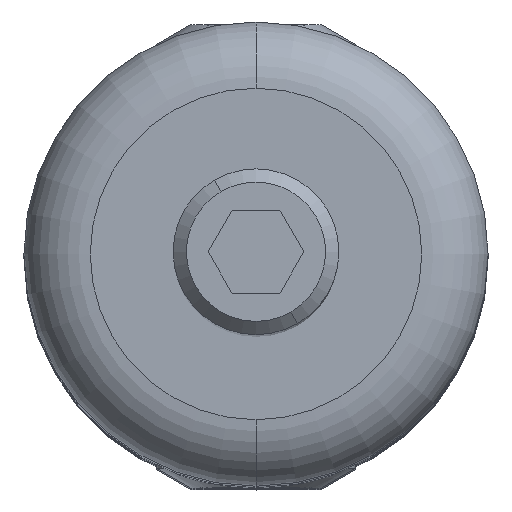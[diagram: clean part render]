
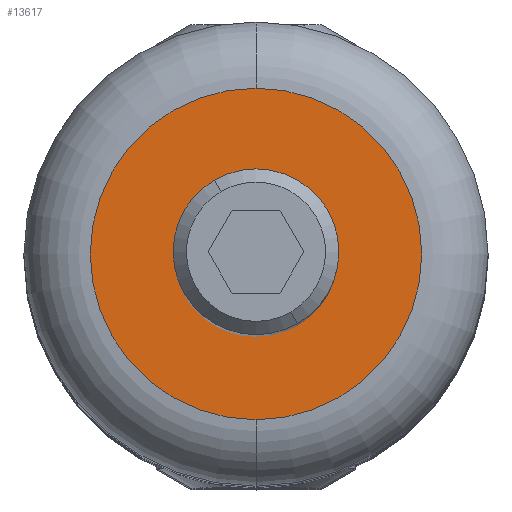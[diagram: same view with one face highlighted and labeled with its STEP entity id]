
A CAD part, top view. The second image highlights one B-rep face of the part: STEP entity #13617.
In plain terms, the highlighted planar face has unit normal (0, 0, 1).
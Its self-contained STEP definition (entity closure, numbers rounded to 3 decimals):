
#51 = DIRECTION ( 'NONE',  ( 0., 0., -1. ) ) ;
#160 = DIRECTION ( 'NONE',  ( 0., 0., 1. ) ) ;
#388 = CARTESIAN_POINT ( 'NONE',  ( 0., 0., 35. ) ) ;
#461 = VERTEX_POINT ( 'NONE', #14332 ) ;
#606 = EDGE_LOOP ( 'NONE', ( #15224, #13169 ) ) ;
#1606 = CIRCLE ( 'NONE', #3441, 2.1 ) ;
#2335 = FACE_BOUND ( 'NONE', #8989, .T. ) ;
#3344 = EDGE_CURVE ( 'NONE', #10818, #461, #14090, .T. ) ;
#3441 = AXIS2_PLACEMENT_3D ( 'NONE', #6520, #13082, #9248 ) ;
#3642 = CARTESIAN_POINT ( 'NONE',  ( 0., 5., 35. ) ) ;
#4310 = DIRECTION ( 'NONE',  ( 0., 1., 0. ) ) ;
#4584 = CARTESIAN_POINT ( 'NONE',  ( 2.1, 0., 35. ) ) ;
#4841 = EDGE_CURVE ( 'NONE', #8632, #11685, #5933, .T. ) ;
#5933 = CIRCLE ( 'NONE', #12046, 2.1 ) ;
#6407 = DIRECTION ( 'NONE',  ( 0., 1., 0. ) ) ;
#6482 = DIRECTION ( 'NONE',  ( 0., 0., 1. ) ) ;
#6520 = CARTESIAN_POINT ( 'NONE',  ( 0., 0., 35. ) ) ;
#6591 = AXIS2_PLACEMENT_3D ( 'NONE', #388, #7910, #4310 ) ;
#6622 = CARTESIAN_POINT ( 'NONE',  ( 0., 0., 35. ) ) ;
#7701 = PLANE ( 'NONE',  #13162 ) ;
#7910 = DIRECTION ( 'NONE',  ( 0., 0., 1. ) ) ;
#8048 = EDGE_CURVE ( 'NONE', #461, #10818, #11388, .T. ) ;
#8632 = VERTEX_POINT ( 'NONE', #4584 ) ;
#8989 = EDGE_LOOP ( 'NONE', ( #14278, #13920 ) ) ;
#9248 = DIRECTION ( 'NONE',  ( 1., 0., 0. ) ) ;
#10115 = EDGE_CURVE ( 'NONE', #11685, #8632, #1606, .T. ) ;
#10818 = VERTEX_POINT ( 'NONE', #3642 ) ;
#11388 = CIRCLE ( 'NONE', #6591, 5. ) ;
#11500 = FACE_OUTER_BOUND ( 'NONE', #606, .T. ) ;
#11685 = VERTEX_POINT ( 'NONE', #13676 ) ;
#11718 = CARTESIAN_POINT ( 'NONE',  ( 0., 7., 35. ) ) ;
#12046 = AXIS2_PLACEMENT_3D ( 'NONE', #12883, #6482, #15630 ) ;
#12883 = CARTESIAN_POINT ( 'NONE',  ( 0., 0., 35. ) ) ;
#13082 = DIRECTION ( 'NONE',  ( 0., 0., 1. ) ) ;
#13162 = AXIS2_PLACEMENT_3D ( 'NONE', #11718, #51, #6407 ) ;
#13169 = ORIENTED_EDGE ( 'NONE', *, *, #8048, .T. ) ;
#13617 = ADVANCED_FACE ( 'NONE', ( #2335, #11500 ), #7701, .F. ) ;
#13676 = CARTESIAN_POINT ( 'NONE',  ( -2.1, 0., 35. ) ) ;
#13920 = ORIENTED_EDGE ( 'NONE', *, *, #10115, .F. ) ;
#14090 = CIRCLE ( 'NONE', #14222, 5. ) ;
#14222 = AXIS2_PLACEMENT_3D ( 'NONE', #6622, #160, #15650 ) ;
#14278 = ORIENTED_EDGE ( 'NONE', *, *, #4841, .F. ) ;
#14332 = CARTESIAN_POINT ( 'NONE',  ( 0., -5., 35. ) ) ;
#15224 = ORIENTED_EDGE ( 'NONE', *, *, #3344, .T. ) ;
#15630 = DIRECTION ( 'NONE',  ( 1., 0., 0. ) ) ;
#15650 = DIRECTION ( 'NONE',  ( 0., 1., 0. ) ) ;
